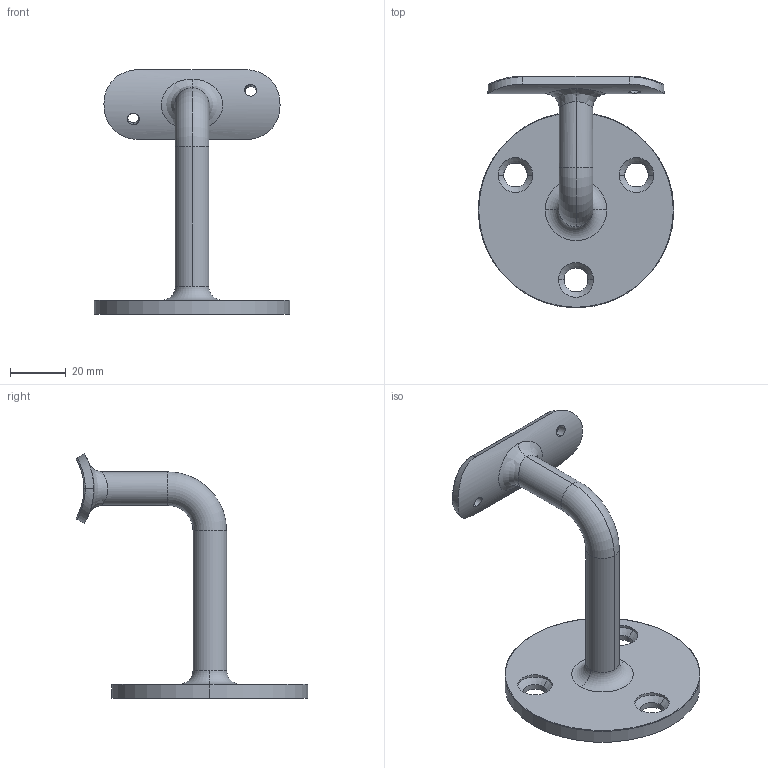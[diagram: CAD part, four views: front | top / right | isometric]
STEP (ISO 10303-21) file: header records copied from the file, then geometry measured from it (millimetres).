
FILE_DESCRIPTION (( 'STEP AP203' ), '1' );
FILE_NAME ('50367-240.STEP', '2020-09-02T12:18:07', ( '' ), ( '' ), 'SwSTEP 2.0', 'SolidWorks 2018', '' );
FILE_SCHEMA (( 'CONFIG_CONTROL_DESIGN' ));
Length unit declared in the file: millimetre
Products named in the file (2): 50367-240
Bounding box: 70 x 82.74 x 87.5 mm (x, y, z)
Volume: 33068.9 mm3; surface area: 15912.8 mm2
Topology: 1 solids, 1 shells, 298 faces, 783 edges, 514 vertices
Faces by surface type: plane 132, bspline 109, cylinder 41, cone 10, torus 6
Entity records: 16231 total; most frequent: CARTESIAN_POINT 9436, ORIENTED_EDGE 1566, DIRECTION 1005, EDGE_CURVE 783, VERTEX_POINT 514, LINE 457, VECTOR 457, EDGE_LOOP 335
